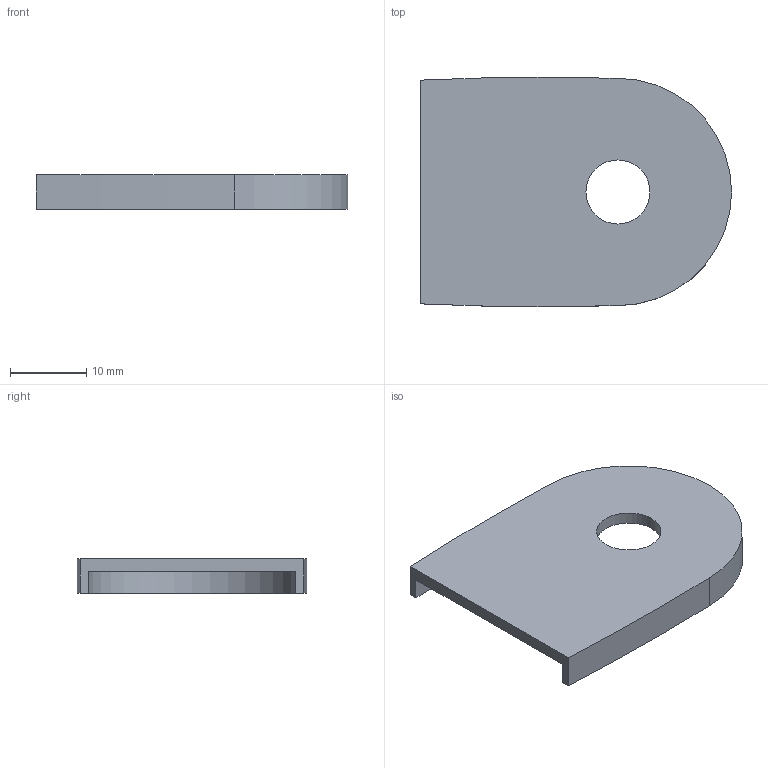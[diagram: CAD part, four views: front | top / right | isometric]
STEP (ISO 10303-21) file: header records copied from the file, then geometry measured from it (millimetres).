
FILE_DESCRIPTION(('HOOPS Exchange Step'),'2;1');
FILE_NAME('temp_export','2024-07-07T15:29:31+10:00',('bjonk'),('Shapr3D Limited'),'HOOPS Exchange 2024.2','Shapr3D','Authorized');
FILE_SCHEMA( ('AUTOMOTIVE_DESIGN { 1 0 10303 214 1 1 1 1 }') );
Length unit declared in the file: millimetre
Products named in the file (1): root
Bounding box: 40.8 x 30.09 x 4.5 mm (x, y, z)
Volume: 2017.6 mm3; surface area: 2951 mm2
Topology: 1 solids, 1 shells, 12 faces, 31 edges, 21 vertices
Faces by surface type: cylinder 8, plane 4
Full cylindrical faces by diameter (mm): 8.4 x1
Entity records: 408 total; most frequent: DIRECTION 74, CARTESIAN_POINT 65, ORIENTED_EDGE 62, EDGE_CURVE 31, AXIS2_PLACEMENT_3D 30, VERTEX_POINT 21, CIRCLE 17, VECTOR 14
